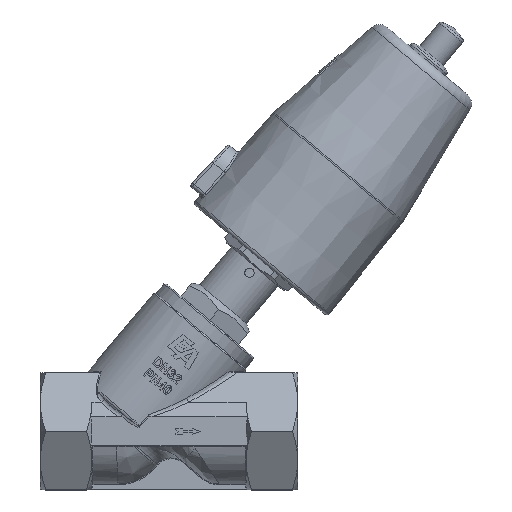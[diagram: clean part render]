
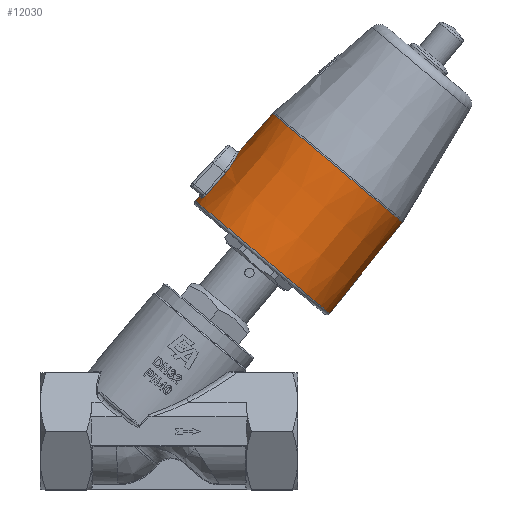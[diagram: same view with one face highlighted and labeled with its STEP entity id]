
A CAD part, top view. The second image highlights one B-rep face of the part: STEP entity #12030.
In plain terms, the highlighted conical face has half-angle 1.5 degrees and reference radius 36.808 mm.
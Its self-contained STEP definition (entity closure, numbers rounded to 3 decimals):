
#703=B_SPLINE_CURVE_WITH_KNOTS('',3,(#26474,#26475,#26476,#26477),
 .UNSPECIFIED.,.F.,.F.,(4,4),(1.013,1.021),
 .UNSPECIFIED.);
#704=B_SPLINE_CURVE_WITH_KNOTS('',3,(#26509,#26510,#26511,#26512,#26513,
#26514),.UNSPECIFIED.,.F.,.F.,(4,1,1,4),(-0.409,-0.292,
-0.175,0.),.UNSPECIFIED.);
#706=B_SPLINE_CURVE_WITH_KNOTS('',3,(#26575,#26576,#26577,#26578,#26579,
#26580,#26581,#26582,#26583,#26584),.UNSPECIFIED.,.F.,.F.,(4,1,1,1,1,1,
1,4),(-3.528,-3.024,-2.52,-2.016,
-1.512,-1.008,-0.504,0.),
 .UNSPECIFIED.);
#707=B_SPLINE_CURVE_WITH_KNOTS('',3,(#26613,#26614,#26615,#26616),
 .UNSPECIFIED.,.F.,.F.,(4,4),(-1.021,-1.013),
 .UNSPECIFIED.);
#708=B_SPLINE_CURVE_WITH_KNOTS('',3,(#26642,#26643,#26644,#26645,#26646),
 .UNSPECIFIED.,.F.,.F.,(4,1,4),(-0.409,-0.175,0.),
 .UNSPECIFIED.);
#1093=FACE_BOUND('',#2957,.T.);
#1435=CIRCLE('',#13135,37.396);
#1437=CIRCLE('',#13138,37.46);
#1438=CIRCLE('',#13139,37.46);
#1439=CIRCLE('',#13140,36.156);
#1440=CIRCLE('',#13141,36.156);
#1441=CIRCLE('',#13142,36.156);
#1442=CIRCLE('',#13143,37.46);
#1628=CONICAL_SURFACE('',#13137,36.808,0.026);
#2223=FACE_OUTER_BOUND('',#2956,.T.);
#2956=EDGE_LOOP('',(#10595,#10596,#10597,#10598,#10599,#10600,#10601,#10602));
#2957=EDGE_LOOP('',(#10603,#10604,#10605,#10606,#10607,#10608));
#3706=LINE('',#26659,#4411);
#4411=VECTOR('',#15721,36.808);
#5508=VERTEX_POINT('',#26470);
#5509=VERTEX_POINT('',#26472);
#5510=VERTEX_POINT('',#26508);
#5512=VERTEX_POINT('',#26573);
#5513=VERTEX_POINT('',#26586);
#5515=VERTEX_POINT('',#26611);
#5516=VERTEX_POINT('',#26653);
#5517=VERTEX_POINT('',#26654);
#5518=VERTEX_POINT('',#26656);
#5519=VERTEX_POINT('',#26658);
#5520=VERTEX_POINT('',#26660);
#5521=VERTEX_POINT('',#26662);
#7240=EDGE_CURVE('',#5509,#5508,#703,.T.);
#7241=EDGE_CURVE('',#5508,#5510,#704,.T.);
#7245=EDGE_CURVE('',#5512,#5509,#706,.T.);
#7248=EDGE_CURVE('',#5510,#5513,#1435,.T.);
#7250=EDGE_CURVE('',#5515,#5512,#707,.T.);
#7251=EDGE_CURVE('',#5513,#5515,#708,.T.);
#7253=EDGE_CURVE('',#5516,#5517,#1437,.T.);
#7254=EDGE_CURVE('',#5518,#5516,#1438,.T.);
#7255=EDGE_CURVE('',#5518,#5519,#3706,.T.);
#7256=EDGE_CURVE('',#5519,#5520,#1439,.T.);
#7257=EDGE_CURVE('',#5520,#5521,#1440,.T.);
#7258=EDGE_CURVE('',#5521,#5519,#1441,.T.);
#7259=EDGE_CURVE('',#5517,#5518,#1442,.T.);
#10595=ORIENTED_EDGE('',*,*,#7253,.F.);
#10596=ORIENTED_EDGE('',*,*,#7254,.F.);
#10597=ORIENTED_EDGE('',*,*,#7255,.T.);
#10598=ORIENTED_EDGE('',*,*,#7256,.T.);
#10599=ORIENTED_EDGE('',*,*,#7257,.T.);
#10600=ORIENTED_EDGE('',*,*,#7258,.T.);
#10601=ORIENTED_EDGE('',*,*,#7255,.F.);
#10602=ORIENTED_EDGE('',*,*,#7259,.F.);
#10603=ORIENTED_EDGE('',*,*,#7240,.F.);
#10604=ORIENTED_EDGE('',*,*,#7245,.F.);
#10605=ORIENTED_EDGE('',*,*,#7250,.F.);
#10606=ORIENTED_EDGE('',*,*,#7251,.F.);
#10607=ORIENTED_EDGE('',*,*,#7248,.F.);
#10608=ORIENTED_EDGE('',*,*,#7241,.F.);
#12030=ADVANCED_FACE('',(#2223,#1093),#1628,.T.);
#13135=AXIS2_PLACEMENT_3D('',#26590,#15711,#15712);
#13137=AXIS2_PLACEMENT_3D('',#26652,#15715,#15716);
#13138=AXIS2_PLACEMENT_3D('',#26655,#15717,#15718);
#13139=AXIS2_PLACEMENT_3D('',#26657,#15719,#15720);
#13140=AXIS2_PLACEMENT_3D('',#26661,#15722,#15723);
#13141=AXIS2_PLACEMENT_3D('',#26663,#15724,#15725);
#13142=AXIS2_PLACEMENT_3D('',#26664,#15726,#15727);
#13143=AXIS2_PLACEMENT_3D('',#26665,#15728,#15729);
#15711=DIRECTION('center_axis',(0.,1.,0.));
#15712=DIRECTION('ref_axis',(1.,0.,0.));
#15715=DIRECTION('center_axis',(0.,-1.,0.));
#15716=DIRECTION('ref_axis',(1.,0.,0.));
#15717=DIRECTION('center_axis',(0.,-1.,0.));
#15718=DIRECTION('ref_axis',(1.,0.,0.));
#15719=DIRECTION('center_axis',(0.,-1.,0.));
#15720=DIRECTION('ref_axis',(1.,0.,0.));
#15721=DIRECTION('',(0.026,1.,0.));
#15722=DIRECTION('center_axis',(0.,-1.,0.));
#15723=DIRECTION('ref_axis',(1.,0.,0.));
#15724=DIRECTION('center_axis',(0.,-1.,0.));
#15725=DIRECTION('ref_axis',(1.,0.,0.));
#15726=DIRECTION('center_axis',(0.,-1.,0.));
#15727=DIRECTION('ref_axis',(1.,0.,0.));
#15728=DIRECTION('center_axis',(0.,-1.,0.));
#15729=DIRECTION('ref_axis',(1.,0.,0.));
#26470=CARTESIAN_POINT('',(35.47,6.565,11.631));
#26472=CARTESIAN_POINT('',(35.273,18.894,11.19));
#26474=CARTESIAN_POINT('Ctrl Pts',(35.273,18.894,11.19));
#26475=CARTESIAN_POINT('Ctrl Pts',(35.339,14.795,11.337));
#26476=CARTESIAN_POINT('Ctrl Pts',(35.405,10.685,11.484));
#26477=CARTESIAN_POINT('Ctrl Pts',(35.47,6.565,11.631));
#26508=CARTESIAN_POINT('',(36.247,3.974,9.198));
#26509=CARTESIAN_POINT('Ctrl Pts',(35.47,6.565,11.631));
#26510=CARTESIAN_POINT('Ctrl Pts',(35.476,6.176,11.645));
#26511=CARTESIAN_POINT('Ctrl Pts',(35.55,5.387,11.489));
#26512=CARTESIAN_POINT('Ctrl Pts',(35.841,4.306,10.661));
#26513=CARTESIAN_POINT('Ctrl Pts',(36.107,3.974,9.75));
#26514=CARTESIAN_POINT('Ctrl Pts',(36.247,3.974,9.198));
#26573=CARTESIAN_POINT('',(35.273,18.894,-11.19));
#26575=CARTESIAN_POINT('Ctrl Pts',(35.273,18.894,-11.19));
#26576=CARTESIAN_POINT('Ctrl Pts',(35.246,20.572,-11.13));
#26577=CARTESIAN_POINT('Ctrl Pts',(35.435,23.905,-10.281));
#26578=CARTESIAN_POINT('Ctrl Pts',(36.16,27.866,-7.07));
#26579=CARTESIAN_POINT('Ctrl Pts',(36.736,30.06,-2.538));
#26580=CARTESIAN_POINT('Ctrl Pts',(36.74,30.067,2.522));
#26581=CARTESIAN_POINT('Ctrl Pts',(36.16,27.869,7.064));
#26582=CARTESIAN_POINT('Ctrl Pts',(35.438,23.917,10.274));
#26583=CARTESIAN_POINT('Ctrl Pts',(35.246,20.572,11.13));
#26584=CARTESIAN_POINT('Ctrl Pts',(35.273,18.894,11.19));
#26586=CARTESIAN_POINT('',(36.247,3.974,-9.198));
#26590=CARTESIAN_POINT('Origin',(0.,3.974,0.));
#26611=CARTESIAN_POINT('',(35.47,6.565,-11.631));
#26613=CARTESIAN_POINT('Ctrl Pts',(35.47,6.565,-11.631));
#26614=CARTESIAN_POINT('Ctrl Pts',(35.405,10.685,-11.484));
#26615=CARTESIAN_POINT('Ctrl Pts',(35.339,14.795,-11.337));
#26616=CARTESIAN_POINT('Ctrl Pts',(35.273,18.894,-11.19));
#26642=CARTESIAN_POINT('Ctrl Pts',(36.247,3.974,-9.198));
#26643=CARTESIAN_POINT('Ctrl Pts',(36.06,3.974,-9.933));
#26644=CARTESIAN_POINT('Ctrl Pts',(35.67,4.601,-11.203));
#26645=CARTESIAN_POINT('Ctrl Pts',(35.479,5.982,-11.652));
#26646=CARTESIAN_POINT('Ctrl Pts',(35.47,6.565,-11.631));
#26652=CARTESIAN_POINT('Origin',(0.,26.441,0.));
#26653=CARTESIAN_POINT('',(37.46,1.539,0.));
#26654=CARTESIAN_POINT('',(0.,1.539,37.46));
#26655=CARTESIAN_POINT('Origin',(0.,1.539,0.));
#26656=CARTESIAN_POINT('',(-37.46,1.539,0.));
#26657=CARTESIAN_POINT('Origin',(0.,1.539,0.));
#26658=CARTESIAN_POINT('',(-36.156,51.342,0.));
#26659=CARTESIAN_POINT('',(-36.808,26.441,0.));
#26660=CARTESIAN_POINT('',(36.156,51.342,0.));
#26661=CARTESIAN_POINT('Origin',(0.,51.342,0.));
#26662=CARTESIAN_POINT('',(0.,51.342,36.156));
#26663=CARTESIAN_POINT('Origin',(0.,51.342,0.));
#26664=CARTESIAN_POINT('Origin',(0.,51.342,0.));
#26665=CARTESIAN_POINT('Origin',(0.,1.539,0.));
